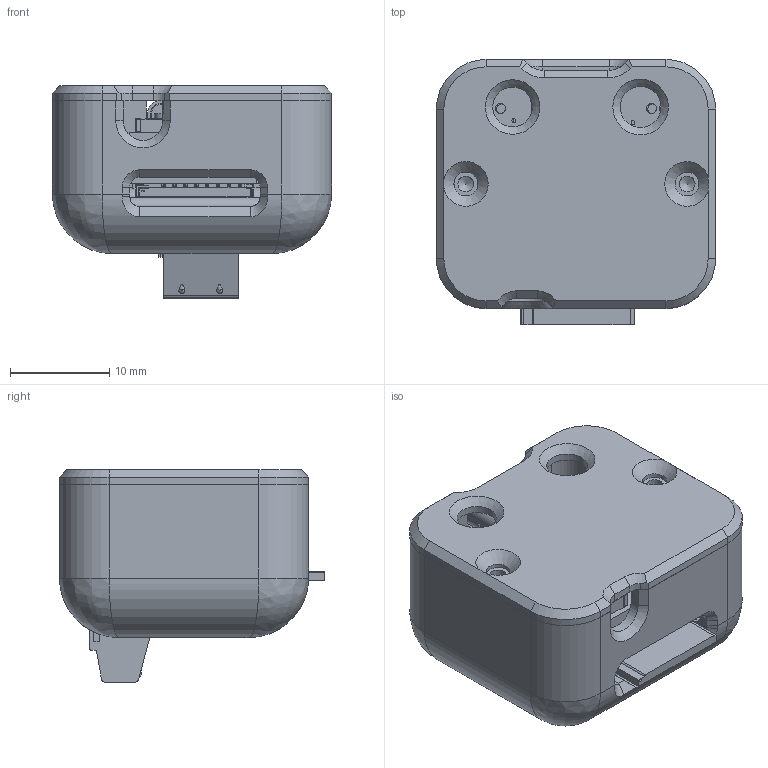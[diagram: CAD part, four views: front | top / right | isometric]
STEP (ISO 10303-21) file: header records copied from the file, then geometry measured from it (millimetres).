
FILE_DESCRIPTION(/* description */ ('STEP AP242 Edition 2','CAx-IF Rec.Pracs.---Representation and Presentation of Product Manufacturing Information (PMI)---4.0---2014-10-13','CAx-IF Rec.Pracs.---3D Tessellated Geometry---0.4---2014-09-14','2;1','CAx-IF Rec.Pracs.---User Defined Attributes---1.5---2016-08-15'),/* implementation_level */ '2;1');
FILE_NAME(/* name */ '694be75adea6cb131478b521',/* time_stamp */ '2025-12-24T13:15:09Z',/* author */ (''),/* organization */ (''),/* preprocessor_version */ 'ST-DEVELOPER v20',/* originating_system */ 'ONSHAPE BY PTC INC, 1.208',/* authorisation */ ' ');
FILE_SCHEMA (('AP242_MANAGED_MODEL_BASED_3D_ENGINEERING_MIM_LF { 1 0 10303 442 3 1 4 }'));
Products named in the file (6): screw terminals; SD; Xiao; Shield; case; lid
Bounding box: 28.14 x 26.71 x 21.41 mm (x, y, z)
Volume: 7845.4 mm3; surface area: 8637.5 mm2
Topology: 6 solids, 6 shells, 2284 faces, 6461 edges, 4198 vertices
Faces by surface type: plane 1632, cylinder 571, cone 33, sphere 24, torus 14, bspline 10
Full cylindrical faces by diameter (mm): 0.3 x1, 0.343 x1, 0.394 x53, 0.5 x3, 0.65 x2, 0.975 x2, 1 x28, 1.6 x2, 2 x2, 2.4 x2, 2.85 x2, 2.873 x2, 4 x1, 4.103 x1
Entity records: 80246 total; most frequent: CARTESIAN_POINT 13537, ORIENTED_EDGE 12626, DIRECTION 12020, EDGE_CURVE 6313, LINE 4998, VECTOR 4998, VERTEX_POINT 4184, AXIS2_PLACEMENT_3D 3511
